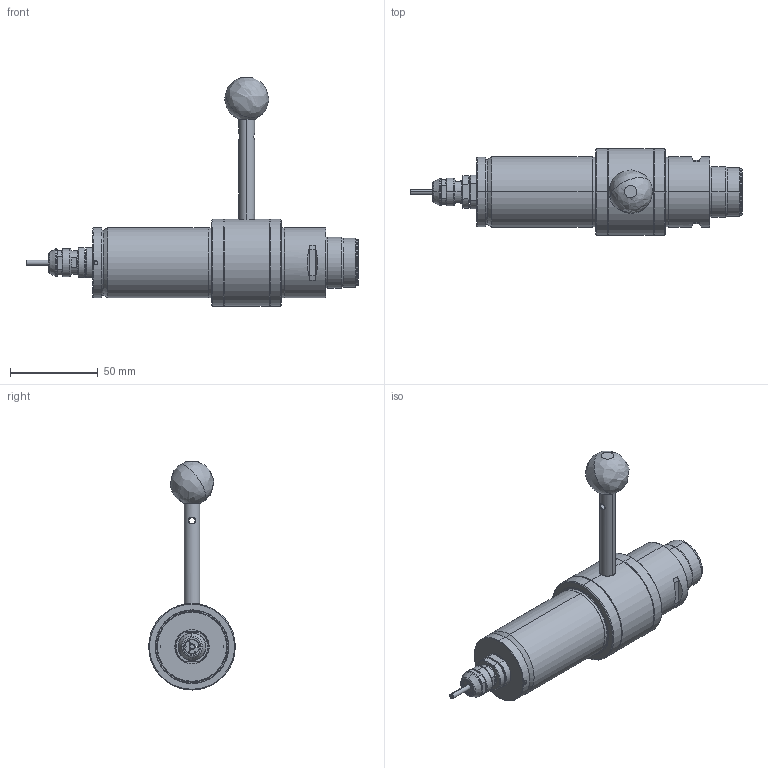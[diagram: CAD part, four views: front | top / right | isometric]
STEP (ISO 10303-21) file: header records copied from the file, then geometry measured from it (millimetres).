
FILE_DESCRIPTION (( 'STEP AP203' ), '1' );
FILE_NAME ('NRR4040-QC.STEP', '2018-11-14T01:26:37', ( '' ), ( '' ), 'SwSTEP 2.0', 'SolidWorks 2013', '' );
FILE_SCHEMA (( 'CONFIG_CONTROL_DESIGN' ));
Length unit declared in the file: millimetre
Products named in the file (1): NRR4040-QC
Bounding box: 189.47 x 49.5 x 130.2 mm (x, y, z)
Surface area: 34853.8 mm2 (no closed solid volume)
Topology: 0 solids, 22 shells, 271 faces, 766 edges, 521 vertices
Faces by surface type: plane 96, cone 77, cylinder 68, bspline 30
Entity records: 17295 total; most frequent: CARTESIAN_POINT 10511, DIRECTION 1376, ORIENTED_EDGE 1316, EDGE_CURVE 762, AXIS2_PLACEMENT_3D 533, VERTEX_POINT 521, VECTOR 310, LINE 310
